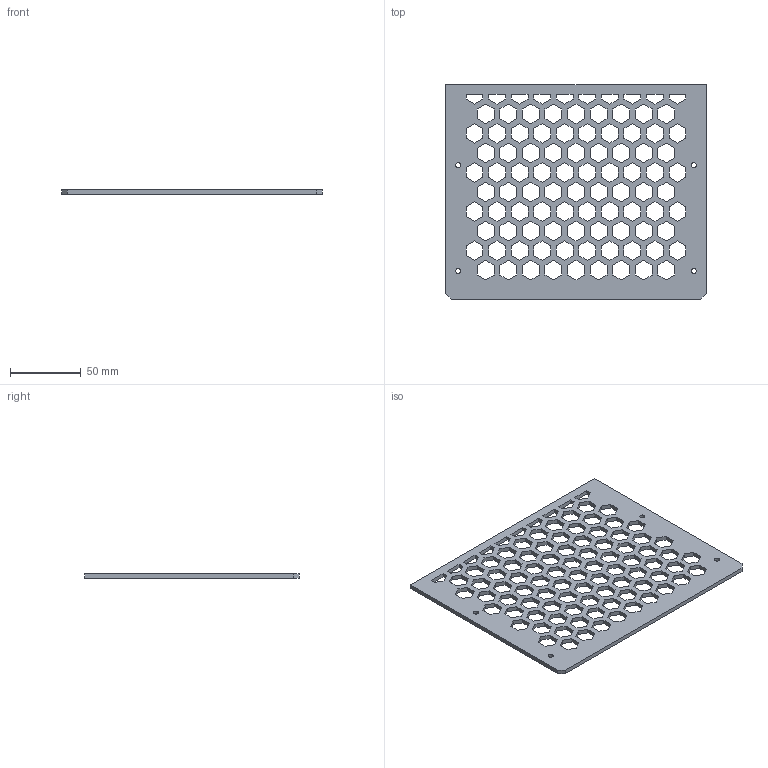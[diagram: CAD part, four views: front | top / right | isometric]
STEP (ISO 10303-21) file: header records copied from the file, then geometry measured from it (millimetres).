
FILE_DESCRIPTION(/* description */ (''),/* implementation_level */ '2;1');
FILE_NAME(/* name */ 'Front Bottom Panel - Hex.step',/* time_stamp */ '2022-10-14T09:55:11-05:00',/* author */ (''),/* organization */ (''),/* preprocessor_version */ 'ST-DEVELOPER v19',/* originating_system */ 'Autodesk Translation Framework v11.7.0.108',/* authorisation */ '');
FILE_SCHEMA (('AUTOMOTIVE_DESIGN { 1 0 10303 214 3 1 1 }'));
Length unit declared in the file: millimetre
Products named in the file (1): Front Bottom Panel - Hex
Bounding box: 185 x 152 x 3 mm (x, y, z)
Volume: 50518.8 mm3; surface area: 47406.5 mm2
Topology: 1 solids, 1 shells, 572 faces, 1710 edges, 1140 vertices
Faces by surface type: plane 568, cylinder 4
Full cylindrical faces by diameter (mm): 3.6 x4
Entity records: 19271 total; most frequent: CARTESIAN_POINT 3423, ORIENTED_EDGE 3420, DIRECTION 2864, EDGE_CURVE 1710, LINE 1702, VECTOR 1702, VERTEX_POINT 1140, EDGE_LOOP 770
